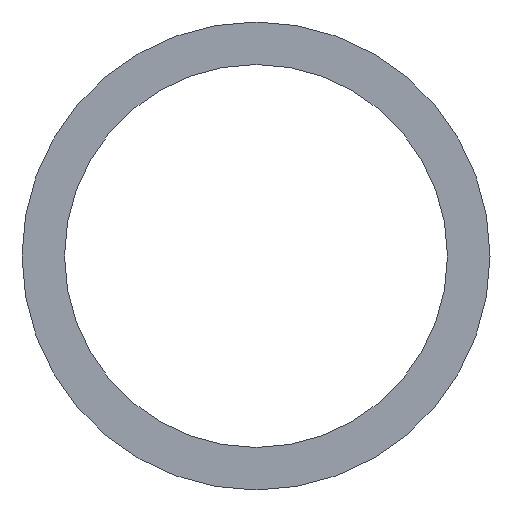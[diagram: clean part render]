
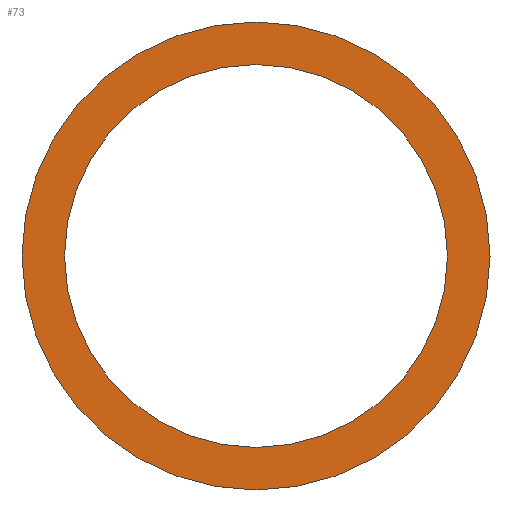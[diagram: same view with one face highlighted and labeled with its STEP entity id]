
A CAD part, left-side view. The second image highlights one B-rep face of the part: STEP entity #73.
In plain terms, the highlighted planar face has unit normal (-1, 0, 0).
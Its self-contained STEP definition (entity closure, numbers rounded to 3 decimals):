
#55 = EDGE_CURVE( '', #103, #101, #126, .T. );
#57 = VERTEX_POINT( '', #128 );
#69 = EDGE_CURVE( '', #91, #57, #141, .T. );
#71 = EDGE_CURVE( '', #57, #91, #143, .T. );
#73 = ADVANCED_FACE( '', ( #145, #146 ), #147, .F. );
#89 = EDGE_CURVE( '', #101, #103, #166, .T. );
#91 = VERTEX_POINT( '', #168 );
#101 = VERTEX_POINT( '', #179 );
#103 = VERTEX_POINT( '', #181 );
#126 = CIRCLE( '', #196, 55. );
#128 = CARTESIAN_POINT( '', ( 0., 0., -45. ) );
#141 = CIRCLE( '', #214, 45. );
#143 = CIRCLE( '', #217, 45. );
#145 = FACE_OUTER_BOUND( '', #219, .T. );
#146 = FACE_BOUND( '', #220, .T. );
#147 = PLANE( '', #221 );
#166 = CIRCLE( '', #246, 55. );
#168 = CARTESIAN_POINT( '', ( 0., 0., 45. ) );
#179 = CARTESIAN_POINT( '', ( 0., 0., -55. ) );
#181 = CARTESIAN_POINT( '', ( 0., 0., 55. ) );
#196 = AXIS2_PLACEMENT_3D( '', #277, #278, #279 );
#214 = AXIS2_PLACEMENT_3D( '', #293, #294, #295 );
#217 = AXIS2_PLACEMENT_3D( '', #296, #297, #298 );
#219 = EDGE_LOOP( '', ( #300, #301 ) );
#220 = EDGE_LOOP( '', ( #302, #303 ) );
#221 = AXIS2_PLACEMENT_3D( '', #304, #305, #306 );
#246 = AXIS2_PLACEMENT_3D( '', #328, #329, #330 );
#277 = CARTESIAN_POINT( '', ( 0., 0., 0. ) );
#278 = DIRECTION( '', ( 1., 0., 0. ) );
#279 = DIRECTION( '', ( 0., 0., -1. ) );
#293 = CARTESIAN_POINT( '', ( 0., 0., 0. ) );
#294 = DIRECTION( '', ( 1., 0., 0. ) );
#295 = DIRECTION( '', ( 0., 0., -1. ) );
#296 = CARTESIAN_POINT( '', ( 0., 0., 0. ) );
#297 = DIRECTION( '', ( 1., 0., 0. ) );
#298 = DIRECTION( '', ( 0., 0., -1. ) );
#300 = ORIENTED_EDGE( '', *, *, #89, .F. );
#301 = ORIENTED_EDGE( '', *, *, #55, .F. );
#302 = ORIENTED_EDGE( '', *, *, #71, .T. );
#303 = ORIENTED_EDGE( '', *, *, #69, .T. );
#304 = CARTESIAN_POINT( '', ( 0., 0., 0. ) );
#305 = DIRECTION( '', ( 1., 0., 0. ) );
#306 = DIRECTION( '', ( 0., 0., -1. ) );
#328 = CARTESIAN_POINT( '', ( 0., 0., 0. ) );
#329 = DIRECTION( '', ( 1., 0., 0. ) );
#330 = DIRECTION( '', ( 0., 0., -1. ) );
